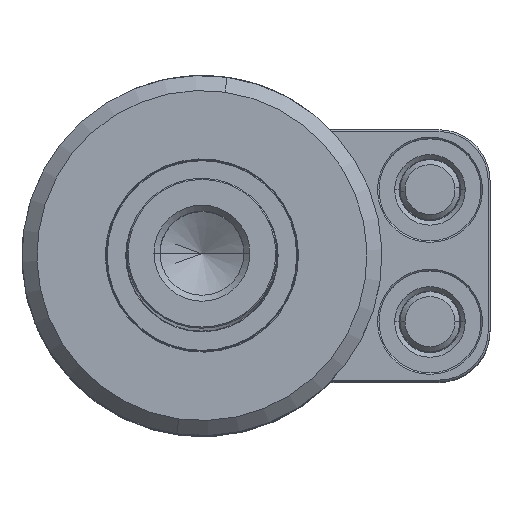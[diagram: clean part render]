
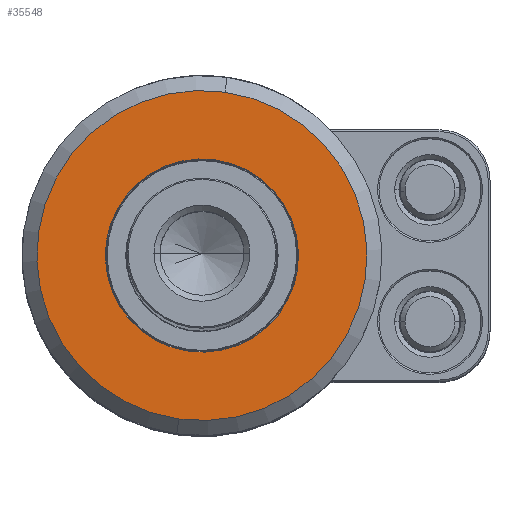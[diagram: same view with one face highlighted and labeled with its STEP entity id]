
A CAD part, top view. The second image highlights one B-rep face of the part: STEP entity #35548.
In plain terms, the highlighted face is planar.
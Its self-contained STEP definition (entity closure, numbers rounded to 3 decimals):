
#638 = CARTESIAN_POINT ( 'NONE',  ( 0., 0., 4. ) ) ;
#1977 = DIRECTION ( 'NONE',  ( 1., 0., 0. ) ) ;
#2441 = PLANE ( 'NONE',  #21110 ) ;
#2747 = CARTESIAN_POINT ( 'NONE',  ( -27.5, 0., 4. ) ) ;
#4579 = ORIENTED_EDGE ( 'NONE', *, *, #14331, .T. ) ;
#5733 = DIRECTION ( 'NONE',  ( 0., 0., 1. ) ) ;
#6999 = FACE_BOUND ( 'NONE', #29504, .T. ) ;
#10393 = CARTESIAN_POINT ( 'NONE',  ( 0., 0., 4. ) ) ;
#11903 = AXIS2_PLACEMENT_3D ( 'NONE', #10393, #43578, #18625 ) ;
#12144 = ORIENTED_EDGE ( 'NONE', *, *, #32964, .T. ) ;
#14331 = EDGE_CURVE ( 'NONE', #41843, #16462, #49787, .T. ) ;
#15087 = AXIS2_PLACEMENT_3D ( 'NONE', #35182, #51516, #1977 ) ;
#15224 = DIRECTION ( 'NONE',  ( 1., 0., 0. ) ) ;
#15785 = AXIS2_PLACEMENT_3D ( 'NONE', #638, #42037, #29838 ) ;
#16462 = VERTEX_POINT ( 'NONE', #50394 ) ;
#18625 = DIRECTION ( 'NONE',  ( 1., 0., 0. ) ) ;
#20242 = CIRCLE ( 'NONE', #34026, 16.1 ) ;
#21110 = AXIS2_PLACEMENT_3D ( 'NONE', #32028, #44030, #15224 ) ;
#22535 = CIRCLE ( 'NONE', #11903, 27.5 ) ;
#22910 = CARTESIAN_POINT ( 'NONE',  ( 0., 0., 4. ) ) ;
#26322 = VERTEX_POINT ( 'NONE', #34593 ) ;
#29504 = EDGE_LOOP ( 'NONE', ( #12144, #48324 ) ) ;
#29838 = DIRECTION ( 'NONE',  ( 1., 0., 0. ) ) ;
#31466 = DIRECTION ( 'NONE',  ( 1., 0., 0. ) ) ;
#32028 = CARTESIAN_POINT ( 'NONE',  ( 0., 0., 4. ) ) ;
#32940 = VERTEX_POINT ( 'NONE', #34127 ) ;
#32964 = EDGE_CURVE ( 'NONE', #26322, #32940, #45022, .T. ) ;
#34026 = AXIS2_PLACEMENT_3D ( 'NONE', #22910, #5733, #31466 ) ;
#34127 = CARTESIAN_POINT ( 'NONE',  ( 16.1, 0., 4. ) ) ;
#34593 = CARTESIAN_POINT ( 'NONE',  ( -16.1, 0., 4. ) ) ;
#35182 = CARTESIAN_POINT ( 'NONE',  ( 0., 0., 4. ) ) ;
#35548 = ADVANCED_FACE ( 'NONE', ( #6999, #38333 ), #2441, .F. ) ;
#36043 = EDGE_CURVE ( 'NONE', #32940, #26322, #20242, .T. ) ;
#38333 = FACE_OUTER_BOUND ( 'NONE', #45899, .T. ) ;
#41843 = VERTEX_POINT ( 'NONE', #2747 ) ;
#42037 = DIRECTION ( 'NONE',  ( 0., 0., -1. ) ) ;
#43578 = DIRECTION ( 'NONE',  ( 0., 0., -1. ) ) ;
#44030 = DIRECTION ( 'NONE',  ( 0., 0., 1. ) ) ;
#44197 = EDGE_CURVE ( 'NONE', #16462, #41843, #22535, .T. ) ;
#45022 = CIRCLE ( 'NONE', #15087, 16.1 ) ;
#45899 = EDGE_LOOP ( 'NONE', ( #50864, #4579 ) ) ;
#48324 = ORIENTED_EDGE ( 'NONE', *, *, #36043, .T. ) ;
#49787 = CIRCLE ( 'NONE', #15785, 27.5 ) ;
#50394 = CARTESIAN_POINT ( 'NONE',  ( 27.5, 0., 4. ) ) ;
#50864 = ORIENTED_EDGE ( 'NONE', *, *, #44197, .T. ) ;
#51516 = DIRECTION ( 'NONE',  ( 0., 0., 1. ) ) ;
